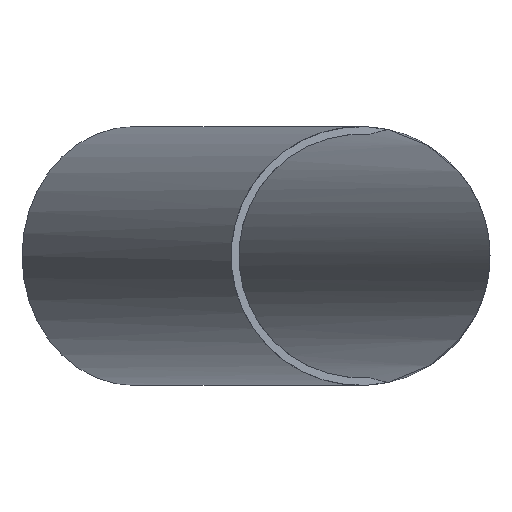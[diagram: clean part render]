
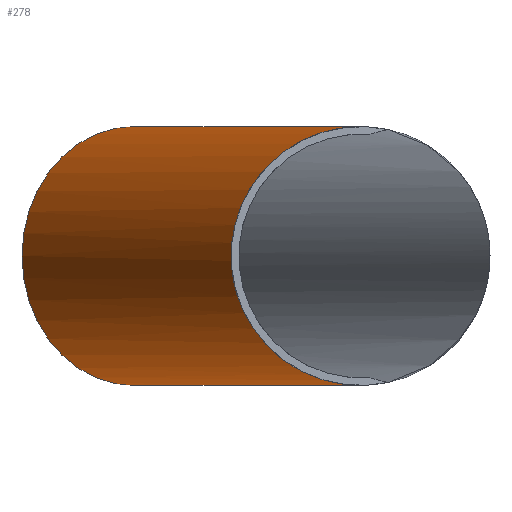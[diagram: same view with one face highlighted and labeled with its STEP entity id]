
A CAD part, left-side view. The second image highlights one B-rep face of the part: STEP entity #278.
In plain terms, the highlighted cylindrical face has radius 254 mm (diameter 508 mm), a partial arc.
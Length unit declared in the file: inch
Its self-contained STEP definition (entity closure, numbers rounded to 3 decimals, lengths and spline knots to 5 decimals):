
#32=CYLINDRICAL_SURFACE('',#335,10.);
#45=FACE_OUTER_BOUND('',#62,.T.);
#62=EDGE_LOOP('',(#210,#211,#212,#213));
#79=CIRCLE('',#326,10.);
#99=ELLIPSE('',#336,38.63703,10.);
#100=ELLIPSE('',#337,10.35276,10.);
#101=ELLIPSE('',#338,38.63703,10.);
#112=VERTEX_POINT('',#487);
#113=VERTEX_POINT('',#489);
#122=VERTEX_POINT('',#593);
#123=VERTEX_POINT('',#595);
#145=EDGE_CURVE('',#113,#112,#79,.T.);
#156=EDGE_CURVE('',#122,#113,#99,.T.);
#157=EDGE_CURVE('',#123,#122,#100,.T.);
#158=EDGE_CURVE('',#112,#123,#101,.T.);
#210=ORIENTED_EDGE('',*,*,#156,.F.);
#211=ORIENTED_EDGE('',*,*,#157,.F.);
#212=ORIENTED_EDGE('',*,*,#158,.F.);
#213=ORIENTED_EDGE('',*,*,#145,.F.);
#278=ADVANCED_FACE('',(#45),#32,.T.);
#326=AXIS2_PLACEMENT_3D('',#498,#397,#398);
#335=AXIS2_PLACEMENT_3D('',#592,#416,#417);
#336=AXIS2_PLACEMENT_3D('',#594,#418,#419);
#337=AXIS2_PLACEMENT_3D('',#596,#420,#421);
#338=AXIS2_PLACEMENT_3D('',#597,#422,#423);
#397=DIRECTION('center_axis',(0.866,0.5,0.));
#398=DIRECTION('ref_axis',(-0.5,0.866,0.));
#416=DIRECTION('center_axis',(-0.866,-0.5,0.));
#417=DIRECTION('ref_axis',(-0.5,0.866,0.));
#418=DIRECTION('center_axis',(0.259,-0.966,0.));
#419=DIRECTION('ref_axis',(-0.966,-0.259,0.));
#420=DIRECTION('center_axis',(-0.966,-0.259,0.));
#421=DIRECTION('ref_axis',(-0.259,0.966,0.));
#422=DIRECTION('center_axis',(0.259,-0.966,0.));
#423=DIRECTION('ref_axis',(-0.966,-0.259,0.));
#487=CARTESIAN_POINT('',(21.5,9.37822,3.47116));
#489=CARTESIAN_POINT('',(21.5,9.37822,-3.47116));
#498=CARTESIAN_POINT('Origin',(16.81089,17.5,0.));
#592=CARTESIAN_POINT('Origin',(16.81089,17.5,0.));
#593=CARTESIAN_POINT('',(-13.5,0.,-10.));
#594=CARTESIAN_POINT('Origin',(-13.5,0.,0.));
#595=CARTESIAN_POINT('',(-13.5,0.,10.));
#596=CARTESIAN_POINT('Origin',(-13.5,0.,0.));
#597=CARTESIAN_POINT('Origin',(-13.5,0.,0.));
